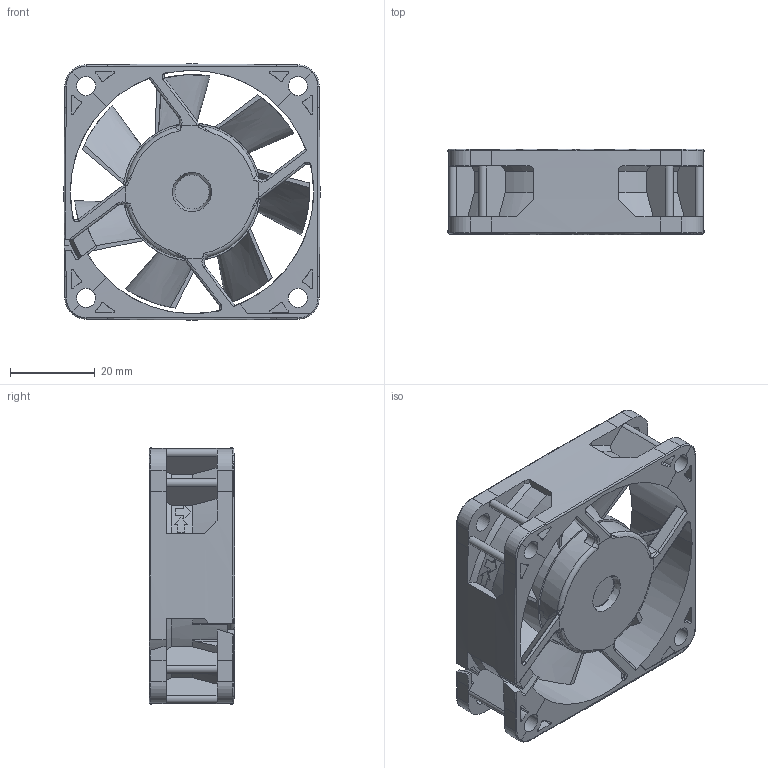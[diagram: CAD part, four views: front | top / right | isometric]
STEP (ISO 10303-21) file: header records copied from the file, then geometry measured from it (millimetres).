
FILE_DESCRIPTION((''),'2;1');
FILE_NAME('ASM0004_ASM','2013-07-26T',('LIFENG.WANG'),(''),'PRO/ENGINEER BY PARAMETRIC TECHNOLOGY CORPORATION, 2009460','PRO/ENGINEER BY PARAMETRIC TECHNOLOGY CORPORATION, 2009460','');
FILE_SCHEMA(('CONFIG_CONTROL_DESIGN'));
Length unit declared in the file: millimetre
Products named in the file (3): PRT0006; PRT0007; ASM0004_ASM
Assembly tree (2 placements, depth 2):
  ASM0004_ASM
    PRT0006
    PRT0007
Bounding box: 60.4 x 20.2 x 60.4 mm (x, y, z)
Volume: 31468.6 mm3; surface area: 21189.6 mm2
Topology: 2 solids, 3 shells, 494 faces, 1382 edges, 895 vertices
Faces by surface type: cylinder 202, plane 153, bspline 79, cone 27, torus 26, extrusion 7
Entity records: 21463 total; most frequent: CARTESIAN_POINT 9379, ORIENTED_EDGE 2752, DIRECTION 2219, EDGE_CURVE 1376, VERTEX_POINT 895, AXIS2_PLACEMENT_3D 839, VECTOR 541, LINE 534
